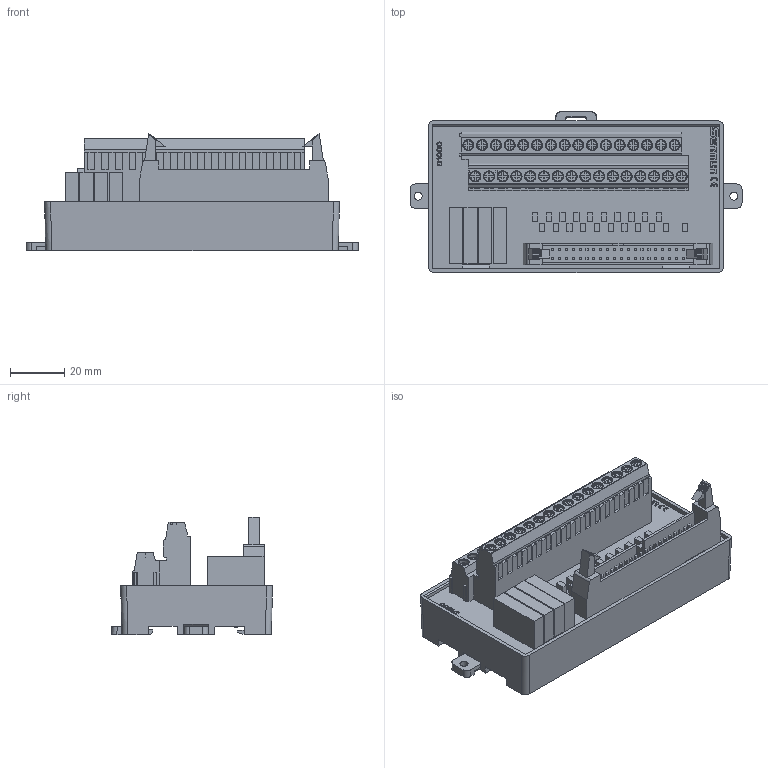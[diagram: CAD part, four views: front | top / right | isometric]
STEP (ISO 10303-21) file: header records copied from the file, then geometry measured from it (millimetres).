
FILE_DESCRIPTION(/* description */ (''),/* implementation_level */ '2;1');
FILE_NAME(/* name */ 'D1000-E.stp',/* time_stamp */ '2024-08-08T08:34:03+08:00',/* author */ (''),/* organization */ (''),/* preprocessor_version */ 'ST-DEVELOPER v14',/* originating_system */ 'SIEMENS PLM Software NX 8.0',/* authorisation */ '');
FILE_SCHEMA (('AUTOMOTIVE_DESIGN { 1 0 10303 214 3 1 1 1 }'));
Length unit declared in the file: millimetre
Products named in the file (1): Admi3C3451A8vhqo
Bounding box: 122.6 x 59.51 x 43.25 mm (x, y, z)
Volume: 129480.2 mm3; surface area: 36915 mm2
Topology: 3 solids, 8 shells, 1824 faces, 4728 edges, 3112 vertices
Faces by surface type: plane 1459, cylinder 160, torus 111, cone 82, extrusion 10, bspline 2
Full cylindrical faces by diameter (mm): 3 x2, 4.1 x16, 4.13 x18
Entity records: 58594 total; most frequent: CARTESIAN_POINT 13101, ORIENTED_EDGE 9296, DIRECTION 8390, EDGE_CURVE 4648, VECTOR 3748, LINE 3738, VERTEX_POINT 3091, AXIS2_PLACEMENT_3D 2321
